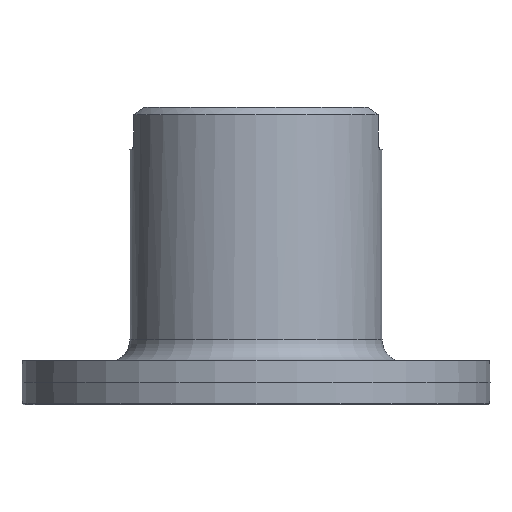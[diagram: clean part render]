
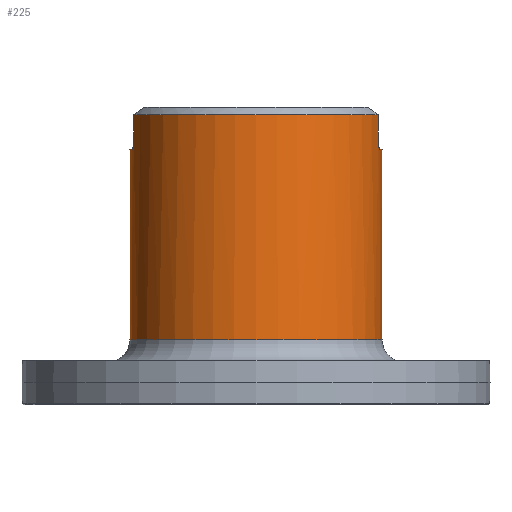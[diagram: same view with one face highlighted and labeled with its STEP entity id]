
A CAD part, left-side view. The second image highlights one B-rep face of the part: STEP entity #225.
In plain terms, the highlighted cylindrical face has radius 17 mm (diameter 34 mm), a full revolution.
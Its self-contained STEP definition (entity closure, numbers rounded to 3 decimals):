
#92=CYLINDRICAL_SURFACE('',#856,17.);
#107=FACE_BOUND('',#322,.T.);
#108=FACE_BOUND('',#323,.T.);
#189=B_SPLINE_CURVE_WITH_KNOTS('',3,(#1192,#1193,#1194,#1195,#1196,#1197,
#1198,#1199,#1200,#1201,#1202,#1203,#1204,#1205,#1206,#1207),
 .UNSPECIFIED.,.F.,.F.,(4,3,3,3,3,4),(0.,0.221,0.443,
0.663,0.878,1.),.UNSPECIFIED.);
#190=B_SPLINE_CURVE_WITH_KNOTS('',3,(#1216,#1217,#1218,#1219,#1220,#1221,
#1222,#1223,#1224,#1225,#1226,#1227,#1228,#1229,#1230,#1231),
 .UNSPECIFIED.,.F.,.F.,(4,3,3,3,3,4),(0.,0.208,0.415,
0.626,0.842,1.),.UNSPECIFIED.);
#191=B_SPLINE_CURVE_WITH_KNOTS('',3,(#1235,#1236,#1237,#1238,#1239,#1240,
#1241,#1242,#1243,#1244,#1245,#1246,#1247,#1248,#1249,#1250),
 .UNSPECIFIED.,.F.,.F.,(4,3,3,3,3,4),(0.,0.221,0.443,
0.663,0.878,1.),.UNSPECIFIED.);
#192=B_SPLINE_CURVE_WITH_KNOTS('',3,(#1255,#1256,#1257,#1258,#1259,#1260,
#1261,#1262,#1263,#1264,#1265,#1266,#1267,#1268,#1269,#1270),
 .UNSPECIFIED.,.F.,.F.,(4,3,3,3,3,4),(0.,0.208,0.415,
0.626,0.842,1.),.UNSPECIFIED.);
#225=ADVANCED_FACE('',(#107,#108),#92,.T.);
#322=EDGE_LOOP('',(#473,#474,#475,#476,#477,#478,#479,#480,#481,#482,#483,
#484));
#323=EDGE_LOOP('',(#485));
#409=CIRCLE('',#839,17.);
#417=CIRCLE('',#852,17.);
#418=CIRCLE('',#853,17.);
#419=CIRCLE('',#854,17.);
#420=CIRCLE('',#855,17.);
#473=ORIENTED_EDGE('',*,*,#715,.T.);
#474=ORIENTED_EDGE('',*,*,#716,.T.);
#475=ORIENTED_EDGE('',*,*,#717,.T.);
#476=ORIENTED_EDGE('',*,*,#718,.T.);
#477=ORIENTED_EDGE('',*,*,#719,.T.);
#478=ORIENTED_EDGE('',*,*,#720,.T.);
#479=ORIENTED_EDGE('',*,*,#721,.T.);
#480=ORIENTED_EDGE('',*,*,#722,.T.);
#481=ORIENTED_EDGE('',*,*,#704,.T.);
#482=ORIENTED_EDGE('',*,*,#723,.T.);
#483=ORIENTED_EDGE('',*,*,#724,.T.);
#484=ORIENTED_EDGE('',*,*,#725,.T.);
#485=ORIENTED_EDGE('',*,*,#726,.T.);
#635=VERTEX_POINT('',#1155);
#637=VERTEX_POINT('',#1158);
#647=VERTEX_POINT('',#1208);
#648=VERTEX_POINT('',#1209);
#649=VERTEX_POINT('',#1211);
#650=VERTEX_POINT('',#1213);
#651=VERTEX_POINT('',#1215);
#652=VERTEX_POINT('',#1232);
#653=VERTEX_POINT('',#1234);
#654=VERTEX_POINT('',#1251);
#655=VERTEX_POINT('',#1254);
#656=VERTEX_POINT('',#1271);
#657=VERTEX_POINT('',#1274);
#704=EDGE_CURVE('',#637,#635,#409,.T.);
#715=EDGE_CURVE('',#647,#648,#189,.T.);
#716=EDGE_CURVE('',#648,#649,#789,.T.);
#717=EDGE_CURVE('',#649,#650,#417,.T.);
#718=EDGE_CURVE('',#650,#651,#790,.T.);
#719=EDGE_CURVE('',#651,#652,#190,.T.);
#720=EDGE_CURVE('',#652,#653,#418,.T.);
#721=EDGE_CURVE('',#653,#654,#191,.T.);
#722=EDGE_CURVE('',#654,#637,#791,.T.);
#723=EDGE_CURVE('',#635,#655,#792,.T.);
#724=EDGE_CURVE('',#655,#656,#192,.T.);
#725=EDGE_CURVE('',#656,#647,#419,.T.);
#726=EDGE_CURVE('',#657,#657,#420,.T.);
#789=LINE('',#1210,#813);
#790=LINE('',#1214,#814);
#791=LINE('',#1252,#815);
#792=LINE('',#1253,#816);
#813=VECTOR('',#959,1.);
#814=VECTOR('',#962,1.);
#815=VECTOR('',#965,1.);
#816=VECTOR('',#966,1.);
#839=AXIS2_PLACEMENT_3D('',#1157,#933,#934);
#852=AXIS2_PLACEMENT_3D('',#1212,#960,#961);
#853=AXIS2_PLACEMENT_3D('',#1233,#963,#964);
#854=AXIS2_PLACEMENT_3D('',#1272,#967,#968);
#855=AXIS2_PLACEMENT_3D('',#1273,#969,#970);
#856=AXIS2_PLACEMENT_3D('',#1275,#971,#972);
#933=DIRECTION('',(0.,0.,-1.));
#934=DIRECTION('',(1.,0.,0.));
#959=DIRECTION('',(0.,0.,1.));
#960=DIRECTION('',(0.,0.,-1.));
#961=DIRECTION('',(1.,0.,0.));
#962=DIRECTION('',(0.,0.,-1.));
#963=DIRECTION('',(0.,0.,-1.));
#964=DIRECTION('',(1.,0.,0.));
#965=DIRECTION('',(0.,0.,1.));
#966=DIRECTION('',(0.,0.,-1.));
#967=DIRECTION('',(0.,0.,-1.));
#968=DIRECTION('',(1.,0.,0.));
#969=DIRECTION('',(0.,0.,1.));
#970=DIRECTION('',(1.,0.,0.));
#971=DIRECTION('',(0.,0.,-1.));
#972=DIRECTION('',(1.,0.,0.));
#1155=CARTESIAN_POINT('',(4.2,-16.473,-1.));
#1157=CARTESIAN_POINT('',(0.,0.,-1.));
#1158=CARTESIAN_POINT('',(4.2,16.473,-1.));
#1192=CARTESIAN_POINT('',(-3.4,-16.657,-5.6));
#1193=CARTESIAN_POINT('',(-3.491,-16.638,-5.6));
#1194=CARTESIAN_POINT('',(-3.584,-16.618,-5.584));
#1195=CARTESIAN_POINT('',(-3.67,-16.599,-5.553));
#1196=CARTESIAN_POINT('',(-3.756,-16.58,-5.522));
#1197=CARTESIAN_POINT('',(-3.838,-16.561,-5.476));
#1198=CARTESIAN_POINT('',(-3.909,-16.545,-5.417));
#1199=CARTESIAN_POINT('',(-3.979,-16.528,-5.359));
#1200=CARTESIAN_POINT('',(-4.041,-16.513,-5.288));
#1201=CARTESIAN_POINT('',(-4.088,-16.501,-5.209));
#1202=CARTESIAN_POINT('',(-4.134,-16.49,-5.131));
#1203=CARTESIAN_POINT('',(-4.167,-16.481,-5.044));
#1204=CARTESIAN_POINT('',(-4.185,-16.477,-4.956));
#1205=CARTESIAN_POINT('',(-4.195,-16.474,-4.904));
#1206=CARTESIAN_POINT('',(-4.2,-16.473,-4.852));
#1207=CARTESIAN_POINT('',(-4.2,-16.473,-4.8));
#1208=CARTESIAN_POINT('',(-3.4,-16.657,-5.6));
#1209=CARTESIAN_POINT('',(-4.2,-16.473,-4.8));
#1210=CARTESIAN_POINT('',(-4.2,-16.473,-0.817));
#1211=CARTESIAN_POINT('',(-4.2,-16.473,-1.));
#1212=CARTESIAN_POINT('',(0.,0.,-1.));
#1213=CARTESIAN_POINT('',(-4.2,16.473,-1.));
#1214=CARTESIAN_POINT('',(-4.2,16.473,-0.817));
#1215=CARTESIAN_POINT('',(-4.2,16.473,-4.8));
#1216=CARTESIAN_POINT('',(-4.2,16.473,-4.8));
#1217=CARTESIAN_POINT('',(-4.2,16.473,-4.888));
#1218=CARTESIAN_POINT('',(-4.185,16.477,-4.976));
#1219=CARTESIAN_POINT('',(-4.157,16.484,-5.059));
#1220=CARTESIAN_POINT('',(-4.129,16.491,-5.142));
#1221=CARTESIAN_POINT('',(-4.086,16.502,-5.22));
#1222=CARTESIAN_POINT('',(-4.033,16.515,-5.289));
#1223=CARTESIAN_POINT('',(-3.98,16.528,-5.358));
#1224=CARTESIAN_POINT('',(-3.914,16.544,-5.419));
#1225=CARTESIAN_POINT('',(-3.841,16.56,-5.467));
#1226=CARTESIAN_POINT('',(-3.766,16.578,-5.517));
#1227=CARTESIAN_POINT('',(-3.682,16.597,-5.554));
#1228=CARTESIAN_POINT('',(-3.595,16.615,-5.576));
#1229=CARTESIAN_POINT('',(-3.532,16.629,-5.592));
#1230=CARTESIAN_POINT('',(-3.466,16.643,-5.6));
#1231=CARTESIAN_POINT('',(-3.4,16.657,-5.6));
#1232=CARTESIAN_POINT('',(-3.4,16.657,-5.6));
#1233=CARTESIAN_POINT('',(0.,0.,-5.6));
#1234=CARTESIAN_POINT('',(3.4,16.657,-5.6));
#1235=CARTESIAN_POINT('',(3.4,16.657,-5.6));
#1236=CARTESIAN_POINT('',(3.491,16.638,-5.6));
#1237=CARTESIAN_POINT('',(3.584,16.618,-5.584));
#1238=CARTESIAN_POINT('',(3.67,16.599,-5.553));
#1239=CARTESIAN_POINT('',(3.756,16.58,-5.522));
#1240=CARTESIAN_POINT('',(3.838,16.561,-5.476));
#1241=CARTESIAN_POINT('',(3.909,16.545,-5.417));
#1242=CARTESIAN_POINT('',(3.979,16.528,-5.359));
#1243=CARTESIAN_POINT('',(4.041,16.513,-5.288));
#1244=CARTESIAN_POINT('',(4.088,16.501,-5.209));
#1245=CARTESIAN_POINT('',(4.134,16.49,-5.131));
#1246=CARTESIAN_POINT('',(4.167,16.481,-5.044));
#1247=CARTESIAN_POINT('',(4.185,16.477,-4.956));
#1248=CARTESIAN_POINT('',(4.195,16.474,-4.904));
#1249=CARTESIAN_POINT('',(4.2,16.473,-4.852));
#1250=CARTESIAN_POINT('',(4.2,16.473,-4.8));
#1251=CARTESIAN_POINT('',(4.2,16.473,-4.8));
#1252=CARTESIAN_POINT('',(4.2,16.473,-0.817));
#1253=CARTESIAN_POINT('',(4.2,-16.473,-0.817));
#1254=CARTESIAN_POINT('',(4.2,-16.473,-4.8));
#1255=CARTESIAN_POINT('',(4.2,-16.473,-4.8));
#1256=CARTESIAN_POINT('',(4.2,-16.473,-4.888));
#1257=CARTESIAN_POINT('',(4.185,-16.477,-4.976));
#1258=CARTESIAN_POINT('',(4.157,-16.484,-5.059));
#1259=CARTESIAN_POINT('',(4.129,-16.491,-5.142));
#1260=CARTESIAN_POINT('',(4.086,-16.502,-5.22));
#1261=CARTESIAN_POINT('',(4.033,-16.515,-5.289));
#1262=CARTESIAN_POINT('',(3.98,-16.528,-5.358));
#1263=CARTESIAN_POINT('',(3.914,-16.544,-5.419));
#1264=CARTESIAN_POINT('',(3.841,-16.56,-5.467));
#1265=CARTESIAN_POINT('',(3.766,-16.578,-5.517));
#1266=CARTESIAN_POINT('',(3.682,-16.597,-5.554));
#1267=CARTESIAN_POINT('',(3.595,-16.615,-5.576));
#1268=CARTESIAN_POINT('',(3.532,-16.629,-5.592));
#1269=CARTESIAN_POINT('',(3.466,-16.643,-5.6));
#1270=CARTESIAN_POINT('',(3.4,-16.657,-5.6));
#1271=CARTESIAN_POINT('',(3.4,-16.657,-5.6));
#1272=CARTESIAN_POINT('',(0.,0.,-5.6));
#1273=CARTESIAN_POINT('',(0.,0.,-31.3));
#1274=CARTESIAN_POINT('',(17.,0.,-31.3));
#1275=CARTESIAN_POINT('',(0.,0.,-0.817));
